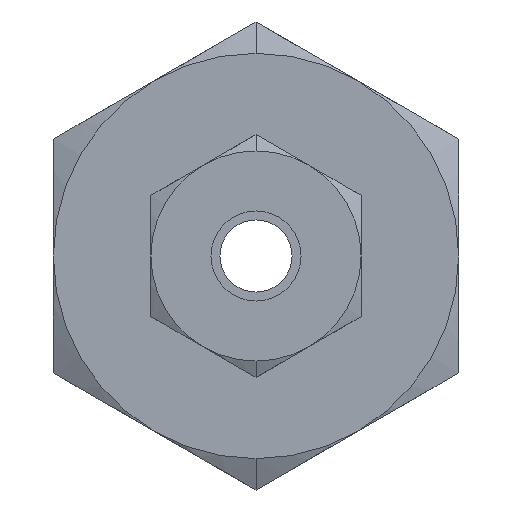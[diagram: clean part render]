
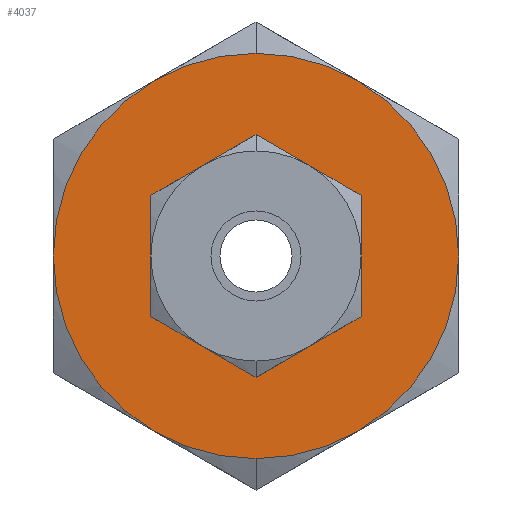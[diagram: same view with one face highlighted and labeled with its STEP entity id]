
A CAD part, left-side view. The second image highlights one B-rep face of the part: STEP entity #4037.
In plain terms, the highlighted planar face has unit normal (-1, 0, 0).
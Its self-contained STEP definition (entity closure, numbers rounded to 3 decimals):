
#43 = CARTESIAN_POINT ( 'NONE',  ( 17.7, 0., 0. ) ) ;
#217 = DIRECTION ( 'NONE',  ( 0., -0.5, -0.866 ) ) ;
#390 = CARTESIAN_POINT ( 'NONE',  ( 17.7, 6.75, 11.691 ) ) ;
#406 = ORIENTED_EDGE ( 'NONE', *, *, #4719, .F. ) ;
#457 = CARTESIAN_POINT ( 'NONE',  ( 17.7, 0., 0. ) ) ;
#587 = AXIS2_PLACEMENT_3D ( 'NONE', #2570, #1808, #4716 ) ;
#594 = CIRCLE ( 'NONE', #8818, 13.5 ) ;
#662 = VERTEX_POINT ( 'NONE', #5836 ) ;
#689 = VERTEX_POINT ( 'NONE', #2031 ) ;
#977 = PLANE ( 'NONE',  #9132 ) ;
#980 = DIRECTION ( 'NONE',  ( 0., 0., 1. ) ) ;
#992 = EDGE_LOOP ( 'NONE', ( #8442, #6297 ) ) ;
#1034 = CARTESIAN_POINT ( 'NONE',  ( 17.7, 0., 0. ) ) ;
#1054 = CIRCLE ( 'NONE', #4418, 13.5 ) ;
#1252 = CIRCLE ( 'NONE', #3995, 13.5 ) ;
#1485 = DIRECTION ( 'NONE',  ( 0., 0., 1. ) ) ;
#1668 = CIRCLE ( 'NONE', #3191, 13.5 ) ;
#1698 = CARTESIAN_POINT ( 'NONE',  ( 17.7, 0., 0. ) ) ;
#1786 = FACE_OUTER_BOUND ( 'NONE', #6411, .T. ) ;
#1808 = DIRECTION ( 'NONE',  ( 1., 0., 0. ) ) ;
#2031 = CARTESIAN_POINT ( 'NONE',  ( 17.7, 0., 4.477 ) ) ;
#2204 = DIRECTION ( 'NONE',  ( 1., 0., 0. ) ) ;
#2415 = DIRECTION ( 'NONE',  ( 1., 0., 0. ) ) ;
#2420 = CIRCLE ( 'NONE', #2883, 13.5 ) ;
#2433 = DIRECTION ( 'NONE',  ( 0., 0., -1. ) ) ;
#2458 = CARTESIAN_POINT ( 'NONE',  ( 17.7, -6.75, 11.691 ) ) ;
#2570 = CARTESIAN_POINT ( 'NONE',  ( 17.7, 0., 0. ) ) ;
#2808 = EDGE_CURVE ( 'NONE', #7889, #4311, #594, .T. ) ;
#2866 = ORIENTED_EDGE ( 'NONE', *, *, #5213, .F. ) ;
#2883 = AXIS2_PLACEMENT_3D ( 'NONE', #1034, #8900, #217 ) ;
#3019 = DIRECTION ( 'NONE',  ( 0., 0., -1. ) ) ;
#3043 = CIRCLE ( 'NONE', #3053, 4.477 ) ;
#3053 = AXIS2_PLACEMENT_3D ( 'NONE', #43, #5146, #2433 ) ;
#3080 = AXIS2_PLACEMENT_3D ( 'NONE', #6210, #9129, #5597 ) ;
#3128 = CARTESIAN_POINT ( 'NONE',  ( 17.7, 0., 0. ) ) ;
#3191 = AXIS2_PLACEMENT_3D ( 'NONE', #3128, #6640, #8794 ) ;
#3203 = CARTESIAN_POINT ( 'NONE',  ( 17.7, 0., 0. ) ) ;
#3266 = DIRECTION ( 'NONE',  ( 0., 0., 1. ) ) ;
#3379 = DIRECTION ( 'NONE',  ( 0., -1., 0. ) ) ;
#3664 = VERTEX_POINT ( 'NONE', #5670 ) ;
#3725 = EDGE_CURVE ( 'NONE', #5946, #689, #3043, .T. ) ;
#3781 = ORIENTED_EDGE ( 'NONE', *, *, #6882, .F. ) ;
#3892 = CARTESIAN_POINT ( 'NONE',  ( 17.7, 0., 6.75 ) ) ;
#3984 = FACE_BOUND ( 'NONE', #992, .T. ) ;
#3995 = AXIS2_PLACEMENT_3D ( 'NONE', #4130, #4031, #9121 ) ;
#4031 = DIRECTION ( 'NONE',  ( 1., 0., 0. ) ) ;
#4037 = ADVANCED_FACE ( 'NONE', ( #3984, #1786 ), #977, .T. ) ;
#4039 = CARTESIAN_POINT ( 'NONE',  ( 17.7, 13.5, 0. ) ) ;
#4130 = CARTESIAN_POINT ( 'NONE',  ( 17.7, 0., 0. ) ) ;
#4311 = VERTEX_POINT ( 'NONE', #5872 ) ;
#4405 = CIRCLE ( 'NONE', #4551, 4.477 ) ;
#4418 = AXIS2_PLACEMENT_3D ( 'NONE', #5009, #2204, #1485 ) ;
#4551 = AXIS2_PLACEMENT_3D ( 'NONE', #1698, #2415, #980 ) ;
#4706 = CIRCLE ( 'NONE', #587, 13.5 ) ;
#4716 = DIRECTION ( 'NONE',  ( 0., 0.5, 0.866 ) ) ;
#4719 = EDGE_CURVE ( 'NONE', #3664, #7093, #7897, .T. ) ;
#4721 = ORIENTED_EDGE ( 'NONE', *, *, #5988, .F. ) ;
#4773 = EDGE_CURVE ( 'NONE', #7803, #662, #4706, .T. ) ;
#5009 = CARTESIAN_POINT ( 'NONE',  ( 17.7, 0., 0. ) ) ;
#5014 = AXIS2_PLACEMENT_3D ( 'NONE', #457, #6940, #3379 ) ;
#5146 = DIRECTION ( 'NONE',  ( 1., 0., 0. ) ) ;
#5213 = EDGE_CURVE ( 'NONE', #5863, #7803, #1668, .T. ) ;
#5380 = VERTEX_POINT ( 'NONE', #2458 ) ;
#5492 = EDGE_CURVE ( 'NONE', #662, #5380, #1054, .T. ) ;
#5597 = DIRECTION ( 'NONE',  ( 0., 0.5, -0.866 ) ) ;
#5670 = CARTESIAN_POINT ( 'NONE',  ( 17.7, -13.5, 0. ) ) ;
#5676 = ORIENTED_EDGE ( 'NONE', *, *, #5492, .F. ) ;
#5788 = ORIENTED_EDGE ( 'NONE', *, *, #4773, .F. ) ;
#5836 = CARTESIAN_POINT ( 'NONE',  ( 17.7, 0., 13.5 ) ) ;
#5863 = VERTEX_POINT ( 'NONE', #4039 ) ;
#5872 = CARTESIAN_POINT ( 'NONE',  ( 17.7, 6.75, -11.691 ) ) ;
#5873 = CARTESIAN_POINT ( 'NONE',  ( 17.7, -6.75, -11.691 ) ) ;
#5946 = VERTEX_POINT ( 'NONE', #7113 ) ;
#5988 = EDGE_CURVE ( 'NONE', #4311, #5863, #7324, .T. ) ;
#6210 = CARTESIAN_POINT ( 'NONE',  ( 17.7, 0., 0. ) ) ;
#6241 = ORIENTED_EDGE ( 'NONE', *, *, #7475, .F. ) ;
#6297 = ORIENTED_EDGE ( 'NONE', *, *, #3725, .T. ) ;
#6411 = EDGE_LOOP ( 'NONE', ( #2866, #4721, #7491, #6241, #406, #3781, #5676, #5788 ) ) ;
#6625 = DIRECTION ( 'NONE',  ( 1., 0., 0. ) ) ;
#6640 = DIRECTION ( 'NONE',  ( 1., 0., 0. ) ) ;
#6873 = DIRECTION ( 'NONE',  ( -1., 0., 0. ) ) ;
#6882 = EDGE_CURVE ( 'NONE', #5380, #3664, #1252, .T. ) ;
#6940 = DIRECTION ( 'NONE',  ( 1., 0., 0. ) ) ;
#7093 = VERTEX_POINT ( 'NONE', #5873 ) ;
#7113 = CARTESIAN_POINT ( 'NONE',  ( 17.7, 0., -4.477 ) ) ;
#7324 = CIRCLE ( 'NONE', #3080, 13.5 ) ;
#7475 = EDGE_CURVE ( 'NONE', #7093, #7889, #2420, .T. ) ;
#7491 = ORIENTED_EDGE ( 'NONE', *, *, #2808, .F. ) ;
#7720 = EDGE_CURVE ( 'NONE', #689, #5946, #4405, .T. ) ;
#7803 = VERTEX_POINT ( 'NONE', #390 ) ;
#7889 = VERTEX_POINT ( 'NONE', #9314 ) ;
#7897 = CIRCLE ( 'NONE', #5014, 13.5 ) ;
#8442 = ORIENTED_EDGE ( 'NONE', *, *, #7720, .T. ) ;
#8794 = DIRECTION ( 'NONE',  ( 0., 1., 0. ) ) ;
#8818 = AXIS2_PLACEMENT_3D ( 'NONE', #3203, #6625, #3019 ) ;
#8900 = DIRECTION ( 'NONE',  ( 1., 0., 0. ) ) ;
#9121 = DIRECTION ( 'NONE',  ( 0., -0.5, 0.866 ) ) ;
#9129 = DIRECTION ( 'NONE',  ( 1., 0., 0. ) ) ;
#9132 = AXIS2_PLACEMENT_3D ( 'NONE', #3892, #6873, #3266 ) ;
#9314 = CARTESIAN_POINT ( 'NONE',  ( 17.7, 0., -13.5 ) ) ;
